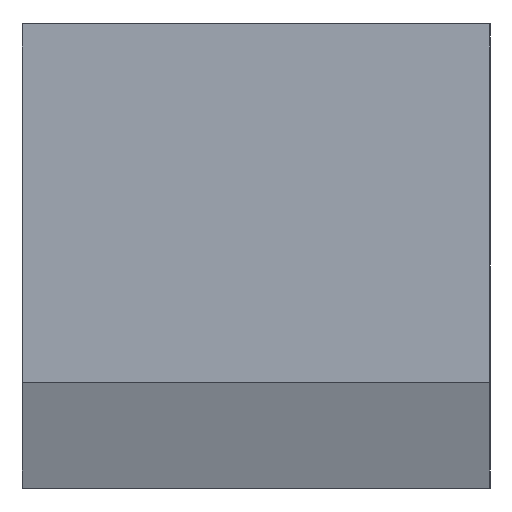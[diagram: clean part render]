
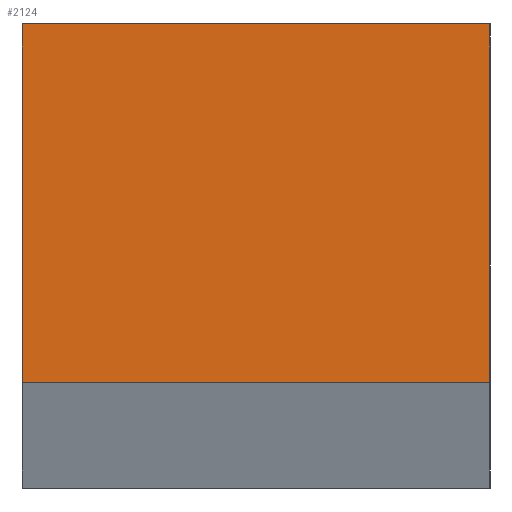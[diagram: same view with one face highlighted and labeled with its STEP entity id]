
A CAD part, left-side view. The second image highlights one B-rep face of the part: STEP entity #2124.
In plain terms, the highlighted planar face has unit normal (-1, 0, 0).
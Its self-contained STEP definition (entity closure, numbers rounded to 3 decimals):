
#35 = CARTESIAN_POINT ( 'NONE',  ( 0., 0., 29.75 ) ) ;
#299 = VECTOR ( 'NONE', #1544, 1000. ) ;
#350 = LINE ( 'NONE', #8322, #9877 ) ;
#412 = AXIS2_PLACEMENT_3D ( 'NONE', #3339, #7807, #12271 ) ;
#430 = CARTESIAN_POINT ( 'NONE',  ( 0., 0., 29.75 ) ) ;
#685 = EDGE_CURVE ( 'NONE', #10968, #3302, #14405, .T. ) ;
#855 = CARTESIAN_POINT ( 'NONE',  ( 0., 0., 6.75 ) ) ;
#1263 = ORIENTED_EDGE ( 'NONE', *, *, #3598, .F. ) ;
#1361 = VECTOR ( 'NONE', #8669, 1000. ) ;
#1544 = DIRECTION ( 'NONE',  ( 0., 0., -1. ) ) ;
#2124 = ADVANCED_FACE ( 'NONE', ( #7878 ), #14470, .F. ) ;
#2568 = ORIENTED_EDGE ( 'NONE', *, *, #6484, .T. ) ;
#3302 = VERTEX_POINT ( 'NONE', #5018 ) ;
#3339 = CARTESIAN_POINT ( 'NONE',  ( 0., 0., 29.75 ) ) ;
#3598 = EDGE_CURVE ( 'NONE', #10318, #10668, #7643, .T. ) ;
#5018 = CARTESIAN_POINT ( 'NONE',  ( 0., 30., 6.75 ) ) ;
#6175 = CARTESIAN_POINT ( 'NONE',  ( 0., 30., 29.75 ) ) ;
#6484 = EDGE_CURVE ( 'NONE', #10318, #3302, #350, .T. ) ;
#7251 = EDGE_LOOP ( 'NONE', ( #11224, #9442, #1263, #2568 ) ) ;
#7643 = LINE ( 'NONE', #35, #8845 ) ;
#7665 = EDGE_CURVE ( 'NONE', #10668, #10968, #10454, .T. ) ;
#7807 = DIRECTION ( 'NONE',  ( 1., 0., 0. ) ) ;
#7878 = FACE_OUTER_BOUND ( 'NONE', #7251, .T. ) ;
#8322 = CARTESIAN_POINT ( 'NONE',  ( 0., 30., 29.75 ) ) ;
#8420 = CARTESIAN_POINT ( 'NONE',  ( 0., 0., 29.75 ) ) ;
#8669 = DIRECTION ( 'NONE',  ( 0., 1., 0. ) ) ;
#8845 = VECTOR ( 'NONE', #12110, 1000. ) ;
#9269 = DIRECTION ( 'NONE',  ( 0., 0., -1. ) ) ;
#9442 = ORIENTED_EDGE ( 'NONE', *, *, #7665, .F. ) ;
#9877 = VECTOR ( 'NONE', #9269, 1000. ) ;
#10318 = VERTEX_POINT ( 'NONE', #6175 ) ;
#10454 = LINE ( 'NONE', #430, #299 ) ;
#10668 = VERTEX_POINT ( 'NONE', #8420 ) ;
#10968 = VERTEX_POINT ( 'NONE', #11267 ) ;
#11224 = ORIENTED_EDGE ( 'NONE', *, *, #685, .F. ) ;
#11267 = CARTESIAN_POINT ( 'NONE',  ( 0., 0., 6.75 ) ) ;
#12110 = DIRECTION ( 'NONE',  ( 0., -1., 0. ) ) ;
#12271 = DIRECTION ( 'NONE',  ( 0., 1., 0. ) ) ;
#14405 = LINE ( 'NONE', #855, #1361 ) ;
#14470 = PLANE ( 'NONE',  #412 ) ;
